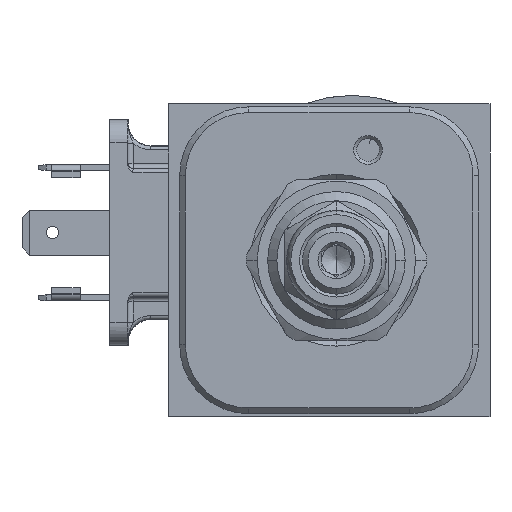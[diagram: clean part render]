
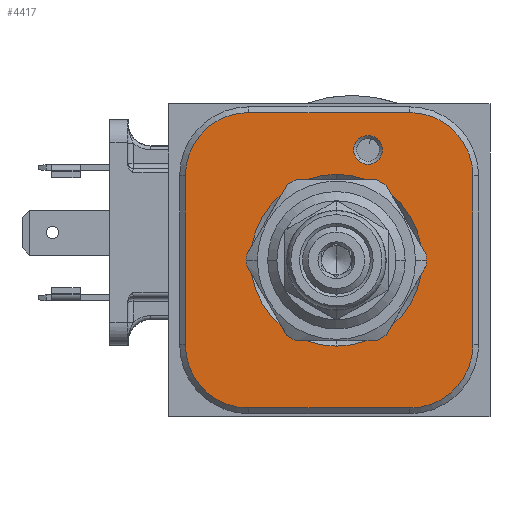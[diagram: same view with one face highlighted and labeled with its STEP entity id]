
A CAD part, front view. The second image highlights one B-rep face of the part: STEP entity #4417.
In plain terms, the highlighted planar face has unit normal (0, -1, 0).
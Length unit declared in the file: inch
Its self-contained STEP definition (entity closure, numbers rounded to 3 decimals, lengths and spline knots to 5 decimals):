
#399=CARTESIAN_POINT('',(1.313,-4.094,1.309));
#400=DIRECTION('',(0.,1.,0.));
#401=DIRECTION('',(0.,0.,1.));
#402=AXIS2_PLACEMENT_3D('',#399,#400,#401);
#413=CARTESIAN_POINT('',(0.915,-4.094,
0.85));
#414=DIRECTION('',(0.,1.,0.));
#415=DIRECTION('',(0.,0.,-1.));
#416=AXIS2_PLACEMENT_3D('',#413,#414,#415);
#418=CARTESIAN_POINT('',(0.915,-4.094,
0.85));
#419=DIRECTION('',(0.,1.,0.));
#420=DIRECTION('',(0.,0.,1.));
#421=AXIS2_PLACEMENT_3D('',#418,#419,#420);
#423=CARTESIAN_POINT('',(1.087,-4.094,1.45));
#424=DIRECTION('',(0.,1.,0.));
#425=DIRECTION('',(-0.643,0.,-0.766));
#426=AXIS2_PLACEMENT_3D('',#423,#424,#425);
#428=CARTESIAN_POINT('',(1.087,-4.094,1.45));
#429=DIRECTION('',(0.,1.,0.));
#430=DIRECTION('',(0.643,0.,0.766));
#431=AXIS2_PLACEMENT_3D('',#428,#429,#430);
#433=DIRECTION('',(0.,0.,-1.));
#434=VECTOR('',#433,0.918);
#435=CARTESIAN_POINT('',(1.657,-4.094,1.309));
#436=LINE('',#435,#434);
#453=CARTESIAN_POINT('',(1.313,-4.094,0.391));
#454=DIRECTION('',(0.,1.,0.));
#455=DIRECTION('',(1.,0.,0.));
#456=AXIS2_PLACEMENT_3D('',#453,#454,#455);
#471=DIRECTION('',(-1.,0.,0.));
#472=VECTOR('',#471,0.875);
#473=CARTESIAN_POINT('',(1.313,-4.094,0.047));
#474=LINE('',#473,#472);
#487=CARTESIAN_POINT('',(0.438,-4.094,0.391));
#488=DIRECTION('',(0.,1.,0.));
#489=DIRECTION('',(0.,0.,-1.));
#490=AXIS2_PLACEMENT_3D('',#487,#488,#489);
#501=DIRECTION('',(0.,0.,1.));
#502=VECTOR('',#501,0.918);
#503=CARTESIAN_POINT('',(0.094,-4.094,0.391));
#504=LINE('',#503,#502);
#521=CARTESIAN_POINT('',(0.438,-4.094,1.309));
#522=DIRECTION('',(0.,1.,0.));
#523=DIRECTION('',(-1.,0.,0.));
#524=AXIS2_PLACEMENT_3D('',#521,#522,#523);
#535=DIRECTION('',(1.,0.,0.));
#536=VECTOR('',#535,0.875);
#537=CARTESIAN_POINT('',(0.438,-4.094,1.653));
#538=LINE('',#537,#536);
#4000=CARTESIAN_POINT('',(1.313,-4.094,0.047));
#4001=CARTESIAN_POINT('',(0.438,-4.094,0.047));
#4002=VERTEX_POINT('',#4000);
#4003=VERTEX_POINT('',#4001);
#4008=CARTESIAN_POINT('',(0.094,-4.094,0.391));
#4009=VERTEX_POINT('',#4008);
#4012=CARTESIAN_POINT('',(0.094,-4.094,1.309));
#4013=VERTEX_POINT('',#4012);
#4016=CARTESIAN_POINT('',(0.438,-4.094,1.653));
#4017=VERTEX_POINT('',#4016);
#4020=CARTESIAN_POINT('',(1.313,-4.094,1.653));
#4021=VERTEX_POINT('',#4020);
#4024=CARTESIAN_POINT('',(1.657,-4.094,1.309));
#4025=VERTEX_POINT('',#4024);
#4028=CARTESIAN_POINT('',(1.657,-4.094,0.391));
#4029=VERTEX_POINT('',#4028);
#4068=CARTESIAN_POINT('',(0.915,-4.094,
1.317));
#4069=VERTEX_POINT('',#4068);
#4078=CARTESIAN_POINT('',(0.915,-4.094,
0.383));
#4079=VERTEX_POINT('',#4078);
#4101=CARTESIAN_POINT('',(1.03686,-4.094,1.39025));
#4102=CARTESIAN_POINT('',(1.13714,-4.094,1.50975));
#4103=VERTEX_POINT('',#4101);
#4104=VERTEX_POINT('',#4102);
#4383=CARTESIAN_POINT('',(0.,-4.094,0.));
#4384=DIRECTION('',(0.,-1.,0.));
#4385=DIRECTION('',(1.,0.,0.));
#4386=AXIS2_PLACEMENT_3D('',#4383,#4384,#4385);
#4387=PLANE('',#4386);
#4388=ORIENTED_EDGE('',*,*,#4373,.T.);
#4390=ORIENTED_EDGE('',*,*,#4389,.T.);
#4392=ORIENTED_EDGE('',*,*,#4391,.T.);
#4394=ORIENTED_EDGE('',*,*,#4393,.T.);
#4396=ORIENTED_EDGE('',*,*,#4395,.T.);
#4398=ORIENTED_EDGE('',*,*,#4397,.T.);
#4400=ORIENTED_EDGE('',*,*,#4399,.T.);
#4402=ORIENTED_EDGE('',*,*,#4401,.T.);
#4403=EDGE_LOOP('',(#4388,#4390,#4392,#4394,#4396,#4398,#4400,#4402));
#4404=FACE_OUTER_BOUND('',#4403,.F.);
#4406=ORIENTED_EDGE('',*,*,#4405,.F.);
#4408=ORIENTED_EDGE('',*,*,#4407,.F.);
#4409=EDGE_LOOP('',(#4406,#4408));
#4410=FACE_BOUND('',#4409,.F.);
#4412=ORIENTED_EDGE('',*,*,#4411,.F.);
#4414=ORIENTED_EDGE('',*,*,#4413,.F.);
#4415=EDGE_LOOP('',(#4412,#4414));
#4416=FACE_BOUND('',#4415,.F.);
#4417=ADVANCED_FACE('',(#4404,#4410,#4416),#4387,.T.);
#403=CIRCLE('',#402,0.344);
#417=CIRCLE('',#416,0.467);
#422=CIRCLE('',#421,0.467);
#427=CIRCLE('',#426,0.078);
#432=CIRCLE('',#431,0.078);
#457=CIRCLE('',#456,0.344);
#491=CIRCLE('',#490,0.344);
#525=CIRCLE('',#524,0.344);
#4373=EDGE_CURVE('',#4021,#4025,#403,.T.);
#4389=EDGE_CURVE('',#4025,#4029,#436,.T.);
#4391=EDGE_CURVE('',#4029,#4002,#457,.T.);
#4393=EDGE_CURVE('',#4002,#4003,#474,.T.);
#4395=EDGE_CURVE('',#4003,#4009,#491,.T.);
#4397=EDGE_CURVE('',#4009,#4013,#504,.T.);
#4399=EDGE_CURVE('',#4013,#4017,#525,.T.);
#4401=EDGE_CURVE('',#4017,#4021,#538,.T.);
#4405=EDGE_CURVE('',#4079,#4069,#417,.T.);
#4407=EDGE_CURVE('',#4069,#4079,#422,.T.);
#4411=EDGE_CURVE('',#4103,#4104,#427,.T.);
#4413=EDGE_CURVE('',#4104,#4103,#432,.T.);
